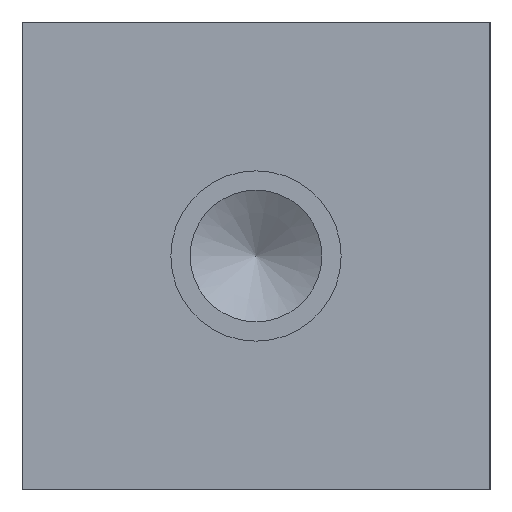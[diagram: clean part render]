
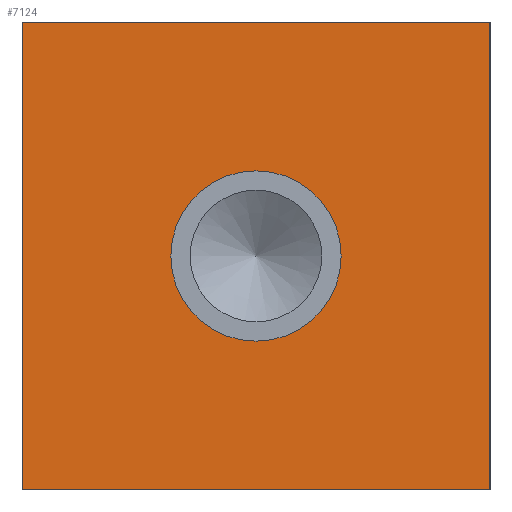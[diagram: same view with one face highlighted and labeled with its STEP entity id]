
A CAD part, left-side view. The second image highlights one B-rep face of the part: STEP entity #7124.
In plain terms, the highlighted planar face has unit normal (-1, 0, 0).
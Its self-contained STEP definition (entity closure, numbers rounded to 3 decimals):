
#154=CIRCLE('',#7492,6.934);
#155=CIRCLE('',#7493,6.934);
#207=FACE_BOUND('',#1205,.T.);
#427=PLANE('',#7495);
#790=FACE_OUTER_BOUND('',#1204,.T.);
#1204=EDGE_LOOP('',(#6327,#6328,#6329,#6330));
#1205=EDGE_LOOP('',(#6331,#6332));
#1460=LINE('',#11041,#2127);
#1880=LINE('',#12252,#2547);
#1881=LINE('',#12253,#2548);
#1882=LINE('',#12254,#2549);
#2127=VECTOR('',#7856,10.);
#2547=VECTOR('',#8866,10.);
#2548=VECTOR('',#8867,10.);
#2549=VECTOR('',#8868,10.);
#3055=VERTEX_POINT('',#11034);
#3058=VERTEX_POINT('',#11039);
#3423=VERTEX_POINT('',#12242);
#3424=VERTEX_POINT('',#12243);
#3425=VERTEX_POINT('',#12250);
#3426=VERTEX_POINT('',#12251);
#3864=EDGE_CURVE('',#3058,#3055,#1460,.T.);
#4396=EDGE_CURVE('',#3423,#3424,#154,.T.);
#4397=EDGE_CURVE('',#3424,#3423,#155,.T.);
#4400=EDGE_CURVE('',#3425,#3426,#1880,.T.);
#4401=EDGE_CURVE('',#3426,#3055,#1881,.T.);
#4402=EDGE_CURVE('',#3425,#3058,#1882,.T.);
#6327=ORIENTED_EDGE('',*,*,#4400,.T.);
#6328=ORIENTED_EDGE('',*,*,#4401,.T.);
#6329=ORIENTED_EDGE('',*,*,#3864,.F.);
#6330=ORIENTED_EDGE('',*,*,#4402,.F.);
#6331=ORIENTED_EDGE('',*,*,#4396,.T.);
#6332=ORIENTED_EDGE('',*,*,#4397,.T.);
#7124=ADVANCED_FACE('',(#790,#207),#427,.T.);
#7492=AXIS2_PLACEMENT_3D('',#12244,#8856,#8857);
#7493=AXIS2_PLACEMENT_3D('',#12245,#8858,#8859);
#7495=AXIS2_PLACEMENT_3D('',#12249,#8864,#8865);
#7856=DIRECTION('',(0.,-1.,0.));
#8856=DIRECTION('center_axis',(1.,0.,0.));
#8857=DIRECTION('ref_axis',(0.,1.,0.));
#8858=DIRECTION('center_axis',(1.,0.,0.));
#8859=DIRECTION('ref_axis',(0.,1.,0.));
#8864=DIRECTION('center_axis',(-1.,0.,0.));
#8865=DIRECTION('ref_axis',(0.,-1.,0.));
#8866=DIRECTION('',(0.,-1.,0.));
#8867=DIRECTION('',(0.,0.,1.));
#8868=DIRECTION('',(0.,0.,1.));
#11034=CARTESIAN_POINT('',(0.,0.,38.1));
#11039=CARTESIAN_POINT('',(0.,38.1,38.1));
#11041=CARTESIAN_POINT('',(0.,38.1,38.1));
#12242=CARTESIAN_POINT('',(0.,25.984,19.05));
#12243=CARTESIAN_POINT('',(0.,12.116,19.05));
#12244=CARTESIAN_POINT('Origin',(0.,19.05,19.05));
#12245=CARTESIAN_POINT('Origin',(0.,19.05,19.05));
#12249=CARTESIAN_POINT('Origin',(0.,38.1,0.));
#12250=CARTESIAN_POINT('',(0.,38.1,0.));
#12251=CARTESIAN_POINT('',(0.,0.,0.));
#12252=CARTESIAN_POINT('',(0.,38.1,0.));
#12253=CARTESIAN_POINT('',(0.,0.,0.));
#12254=CARTESIAN_POINT('',(0.,38.1,0.));
